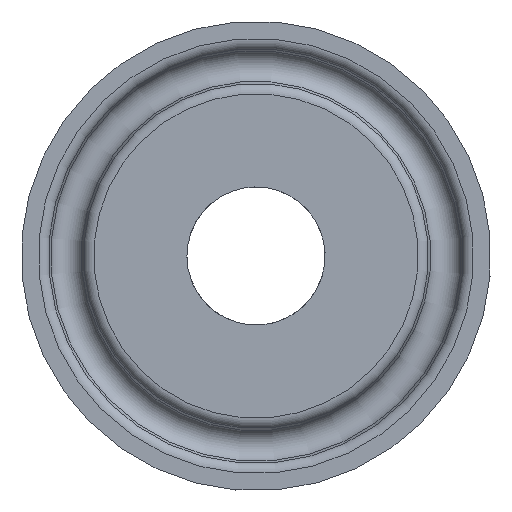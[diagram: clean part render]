
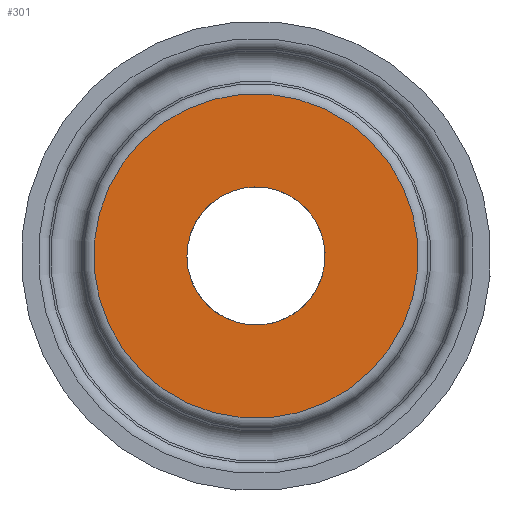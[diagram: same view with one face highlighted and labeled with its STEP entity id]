
A CAD part, left-side view. The second image highlights one B-rep face of the part: STEP entity #301.
In plain terms, the highlighted planar face has unit normal (-1, 0, 0).
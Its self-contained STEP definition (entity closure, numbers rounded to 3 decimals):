
#23=PLANE('',#341);
#45=FACE_BOUND('',#107,.T.);
#70=FACE_OUTER_BOUND('',#106,.T.);
#106=EDGE_LOOP('',(#231));
#107=EDGE_LOOP('',(#232));
#145=CIRCLE('',#338,11.747);
#147=CIRCLE('',#342,5.);
#170=VERTEX_POINT('',#502);
#172=VERTEX_POINT('',#508);
#195=EDGE_CURVE('',#170,#170,#145,.T.);
#197=EDGE_CURVE('',#172,#172,#147,.T.);
#231=ORIENTED_EDGE('',*,*,#195,.F.);
#232=ORIENTED_EDGE('',*,*,#197,.F.);
#301=ADVANCED_FACE('',(#70,#45),#23,.T.);
#338=AXIS2_PLACEMENT_3D('',#503,#411,#412);
#341=AXIS2_PLACEMENT_3D('',#507,#417,#418);
#342=AXIS2_PLACEMENT_3D('',#509,#419,#420);
#411=DIRECTION('center_axis',(1.,0.,0.));
#412=DIRECTION('ref_axis',(0.,-0.966,0.26));
#417=DIRECTION('center_axis',(-1.,0.,0.));
#418=DIRECTION('ref_axis',(0.,0.26,0.966));
#419=DIRECTION('center_axis',(-1.,0.,0.));
#420=DIRECTION('ref_axis',(0.,0.26,0.966));
#502=CARTESIAN_POINT('',(-53.,11.343,-3.055));
#503=CARTESIAN_POINT('Origin',(-53.,0.,0.));
#507=CARTESIAN_POINT('Origin',(-53.,4.828,-1.3));
#508=CARTESIAN_POINT('',(-53.,4.828,-1.3));
#509=CARTESIAN_POINT('Origin',(-53.,0.,0.));
